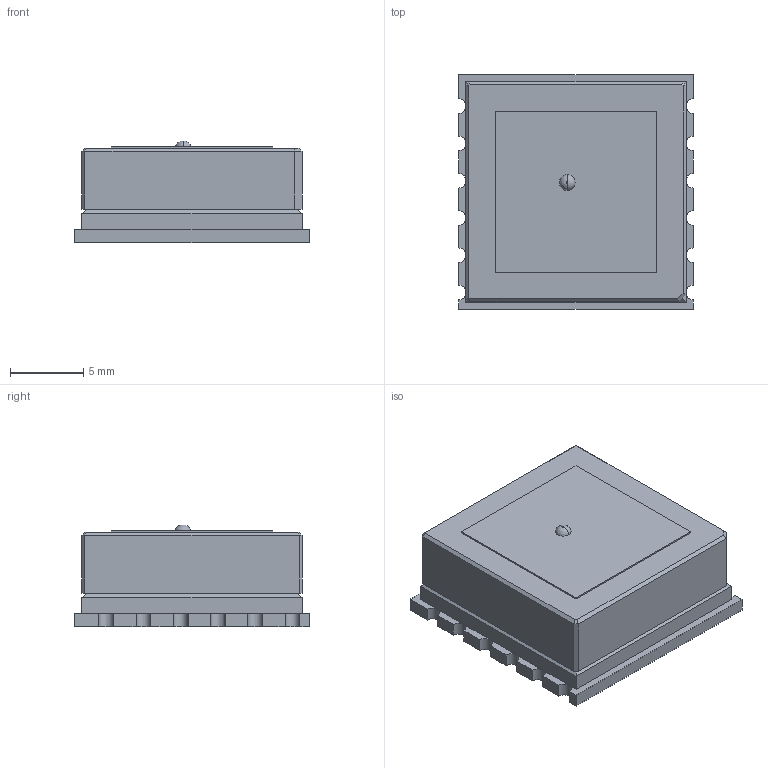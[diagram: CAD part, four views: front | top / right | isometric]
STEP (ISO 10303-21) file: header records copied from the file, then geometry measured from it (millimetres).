
FILE_DESCRIPTION(('FreeCAD Model'),'2;1');
FILE_NAME('quectel-l80.step','2017-02-18T23:44:31',(''),( ''),'Open CASCADE STEP processor 6.8','FreeCAD','Unknown');
FILE_SCHEMA(('AUTOMOTIVE_DESIGN_CC2 { 1 2 10303 214 -1 1 5 4 }'));
Length unit declared in the file: millimetre
Products named in the file (2): ASSEMBLY; User_Library-quectel-l80
Assembly tree (1 placements, depth 2):
  ASSEMBLY
    User_Library-quectel-l80
Bounding box: 16 x 16 x 6.95 mm (x, y, z)
Volume: 1482.6 mm3; surface area: 918.8 mm2
Topology: 1 solids, 1 shells, 75 faces, 186 edges, 116 vertices
Faces by surface type: plane 61, cylinder 12, revolution 2
Entity records: 2763 total; most frequent: CARTESIAN_POINT 393, DIRECTION 380, ORIENTED_EDGE 372, EDGE_CURVE 186, LINE 144, VECTOR 144, AXIS2_PLACEMENT_3D 117, VERTEX_POINT 116
